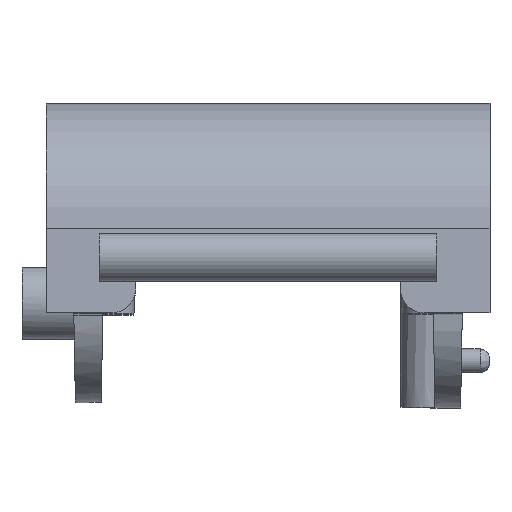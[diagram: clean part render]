
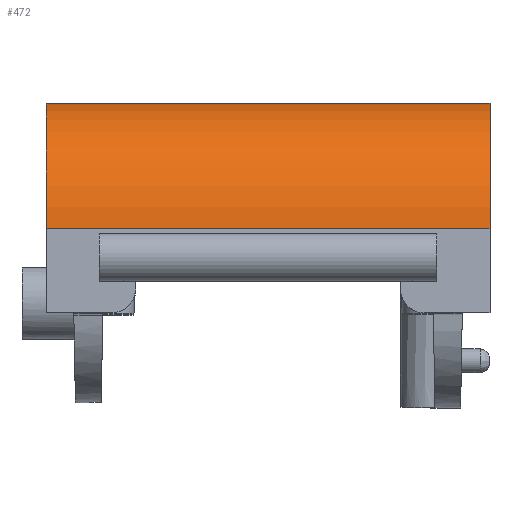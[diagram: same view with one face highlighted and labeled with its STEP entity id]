
A CAD part, top view. The second image highlights one B-rep face of the part: STEP entity #472.
In plain terms, the highlighted cylindrical face has radius 6.858 mm (diameter 13.716 mm), a partial arc.
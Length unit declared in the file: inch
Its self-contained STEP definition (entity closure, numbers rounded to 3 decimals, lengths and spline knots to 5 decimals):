
#261 = EDGE_CURVE ( 'NONE', #2069, #5299, #3709, .T. ) ;
#381 = ORIENTED_EDGE ( 'NONE', *, *, #6433, .T. ) ;
#472 = ADVANCED_FACE ( 'NONE', ( #5564 ), #2329, .T. ) ;
#649 = VECTOR ( 'NONE', #7756, 39.37008 ) ;
#1045 = VERTEX_POINT ( 'NONE', #6087 ) ;
#1097 = DIRECTION ( 'NONE',  ( 1., 0., 0. ) ) ;
#1157 = EDGE_CURVE ( 'NONE', #5299, #5180, #6353, .T. ) ;
#1229 = AXIS2_PLACEMENT_3D ( 'NONE', #7909, #7889, #7151 ) ;
#1235 = CARTESIAN_POINT ( 'NONE',  ( 0.46059, -0.27, 1.25626 ) ) ;
#1771 = CARTESIAN_POINT ( 'NONE',  ( 0.46059, -0.26058, 1.5261 ) ) ;
#1859 = DIRECTION ( 'NONE',  ( 0., 0., -1. ) ) ;
#1967 = CARTESIAN_POINT ( 'NONE',  ( -0.46059, -0.27, 1.25626 ) ) ;
#2033 = AXIS2_PLACEMENT_3D ( 'NONE', #1235, #5597, #1859 ) ;
#2069 = VERTEX_POINT ( 'NONE', #6450 ) ;
#2125 = EDGE_LOOP ( 'NONE', ( #381, #7472, #6370, #4409 ) ) ;
#2329 = CYLINDRICAL_SURFACE ( 'NONE', #1229, 0.27 ) ;
#2949 = VECTOR ( 'NONE', #1097, 39.37008 ) ;
#3420 = CARTESIAN_POINT ( 'NONE',  ( 0.403, 0., 1.25626 ) ) ;
#3573 = CARTESIAN_POINT ( 'NONE',  ( 0.403, -0.26058, 1.5261 ) ) ;
#3709 = CIRCLE ( 'NONE', #5290, 0.27 ) ;
#3961 = EDGE_CURVE ( 'NONE', #5180, #1045, #4007, .T. ) ;
#4007 = CIRCLE ( 'NONE', #2033, 0.27 ) ;
#4409 = ORIENTED_EDGE ( 'NONE', *, *, #3961, .T. ) ;
#4420 = DIRECTION ( 'NONE',  ( 0., 0., -1. ) ) ;
#5180 = VERTEX_POINT ( 'NONE', #1771 ) ;
#5290 = AXIS2_PLACEMENT_3D ( 'NONE', #1967, #6330, #4420 ) ;
#5299 = VERTEX_POINT ( 'NONE', #6806 ) ;
#5564 = FACE_OUTER_BOUND ( 'NONE', #2125, .T. ) ;
#5597 = DIRECTION ( 'NONE',  ( -1., 0., 0. ) ) ;
#6087 = CARTESIAN_POINT ( 'NONE',  ( 0.46059, 0., 1.25626 ) ) ;
#6330 = DIRECTION ( 'NONE',  ( 1., 0., 0. ) ) ;
#6353 = LINE ( 'NONE', #3573, #2949 ) ;
#6370 = ORIENTED_EDGE ( 'NONE', *, *, #1157, .T. ) ;
#6433 = EDGE_CURVE ( 'NONE', #1045, #2069, #7286, .T. ) ;
#6450 = CARTESIAN_POINT ( 'NONE',  ( -0.46059, 0., 1.25626 ) ) ;
#6806 = CARTESIAN_POINT ( 'NONE',  ( -0.46059, -0.26058, 1.5261 ) ) ;
#7151 = DIRECTION ( 'NONE',  ( 0., 0., -1. ) ) ;
#7286 = LINE ( 'NONE', #3420, #649 ) ;
#7472 = ORIENTED_EDGE ( 'NONE', *, *, #261, .T. ) ;
#7756 = DIRECTION ( 'NONE',  ( -1., 0., 0. ) ) ;
#7889 = DIRECTION ( 'NONE',  ( 1., 0., 0. ) ) ;
#7909 = CARTESIAN_POINT ( 'NONE',  ( 0.403, -0.27, 1.25626 ) ) ;
